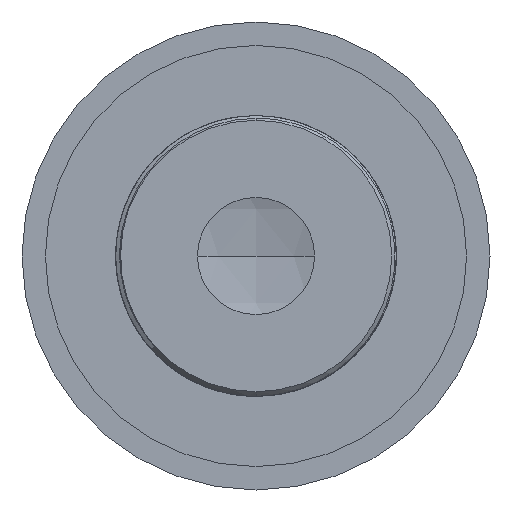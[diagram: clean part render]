
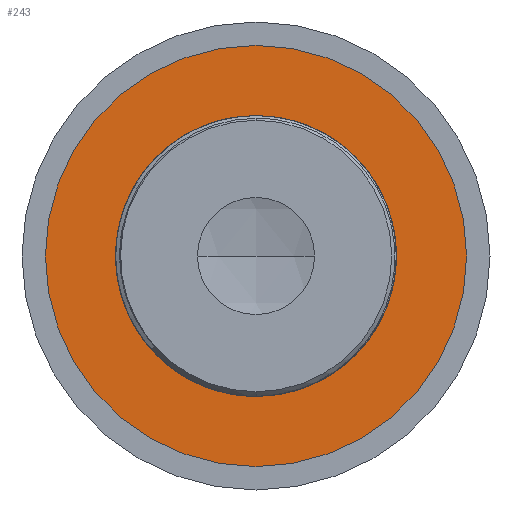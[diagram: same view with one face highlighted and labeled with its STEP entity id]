
A CAD part, front view. The second image highlights one B-rep face of the part: STEP entity #243.
In plain terms, the highlighted planar face has unit normal (0, -1, 0).
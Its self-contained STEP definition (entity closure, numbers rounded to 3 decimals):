
#195 = VERTEX_POINT ( 'NONE', #3054 ) ;
#219 = ORIENTED_EDGE ( 'NONE', *, *, #2943, .F. ) ;
#243 = ADVANCED_FACE ( 'NONE', ( #2258, #3708 ), #1373, .T. ) ;
#263 = CARTESIAN_POINT ( 'NONE',  ( 0., 11., -6. ) ) ;
#416 = CARTESIAN_POINT ( 'NONE',  ( 0., 11., 0. ) ) ;
#486 = CARTESIAN_POINT ( 'NONE',  ( 0., 11., 0. ) ) ;
#575 = CIRCLE ( 'NONE', #3946, 6. ) ;
#920 = DIRECTION ( 'NONE',  ( 0., 0., -1. ) ) ;
#996 = CARTESIAN_POINT ( 'NONE',  ( 0., 11., 6. ) ) ;
#1189 = DIRECTION ( 'NONE',  ( 0., 0., -1. ) ) ;
#1312 = DIRECTION ( 'NONE',  ( 0., -1., 0. ) ) ;
#1335 = EDGE_LOOP ( 'NONE', ( #4179, #4959 ) ) ;
#1341 = DIRECTION ( 'NONE',  ( 0., 0., -1. ) ) ;
#1373 = PLANE ( 'NONE',  #5173 ) ;
#1626 = DIRECTION ( 'NONE',  ( 0., 0., -1. ) ) ;
#1633 = VERTEX_POINT ( 'NONE', #996 ) ;
#1687 = AXIS2_PLACEMENT_3D ( 'NONE', #486, #4169, #5521 ) ;
#1969 = AXIS2_PLACEMENT_3D ( 'NONE', #3965, #5831, #4449 ) ;
#2082 = CARTESIAN_POINT ( 'NONE',  ( 0., 11., 0. ) ) ;
#2258 = FACE_BOUND ( 'NONE', #4031, .T. ) ;
#2478 = AXIS2_PLACEMENT_3D ( 'NONE', #2082, #5456, #1626 ) ;
#2943 = EDGE_CURVE ( 'NONE', #195, #3558, #5215, .T. ) ;
#3054 = CARTESIAN_POINT ( 'NONE',  ( -6., 11., 0. ) ) ;
#3240 = EDGE_CURVE ( 'NONE', #3558, #1633, #575, .T. ) ;
#3246 = CIRCLE ( 'NONE', #2478, 6. ) ;
#3558 = VERTEX_POINT ( 'NONE', #263 ) ;
#3643 = VERTEX_POINT ( 'NONE', #5812 ) ;
#3697 = CARTESIAN_POINT ( 'NONE',  ( 0., 11., 0. ) ) ;
#3708 = FACE_OUTER_BOUND ( 'NONE', #1335, .T. ) ;
#3772 = VERTEX_POINT ( 'NONE', #4489 ) ;
#3946 = AXIS2_PLACEMENT_3D ( 'NONE', #3697, #4239, #920 ) ;
#3965 = CARTESIAN_POINT ( 'NONE',  ( 0., 11., 0. ) ) ;
#4031 = EDGE_LOOP ( 'NONE', ( #219, #5965, #4129 ) ) ;
#4129 = ORIENTED_EDGE ( 'NONE', *, *, #3240, .F. ) ;
#4169 = DIRECTION ( 'NONE',  ( 0., -1., 0. ) ) ;
#4179 = ORIENTED_EDGE ( 'NONE', *, *, #5327, .T. ) ;
#4239 = DIRECTION ( 'NONE',  ( 0., -1., 0. ) ) ;
#4304 = CIRCLE ( 'NONE', #1687, 9. ) ;
#4431 = AXIS2_PLACEMENT_3D ( 'NONE', #5808, #4799, #1189 ) ;
#4449 = DIRECTION ( 'NONE',  ( 0., 0., -1. ) ) ;
#4489 = CARTESIAN_POINT ( 'NONE',  ( 0., 11., 9. ) ) ;
#4799 = DIRECTION ( 'NONE',  ( 0., -1., 0. ) ) ;
#4959 = ORIENTED_EDGE ( 'NONE', *, *, #5285, .T. ) ;
#5173 = AXIS2_PLACEMENT_3D ( 'NONE', #416, #1312, #1341 ) ;
#5175 = EDGE_CURVE ( 'NONE', #1633, #195, #3246, .T. ) ;
#5215 = CIRCLE ( 'NONE', #4431, 6. ) ;
#5285 = EDGE_CURVE ( 'NONE', #3772, #3643, #5967, .T. ) ;
#5327 = EDGE_CURVE ( 'NONE', #3643, #3772, #4304, .T. ) ;
#5456 = DIRECTION ( 'NONE',  ( 0., -1., 0. ) ) ;
#5521 = DIRECTION ( 'NONE',  ( 0., 0., -1. ) ) ;
#5808 = CARTESIAN_POINT ( 'NONE',  ( 0., 11., 0. ) ) ;
#5812 = CARTESIAN_POINT ( 'NONE',  ( 0., 11., -9. ) ) ;
#5831 = DIRECTION ( 'NONE',  ( 0., -1., 0. ) ) ;
#5965 = ORIENTED_EDGE ( 'NONE', *, *, #5175, .F. ) ;
#5967 = CIRCLE ( 'NONE', #1969, 9. ) ;
